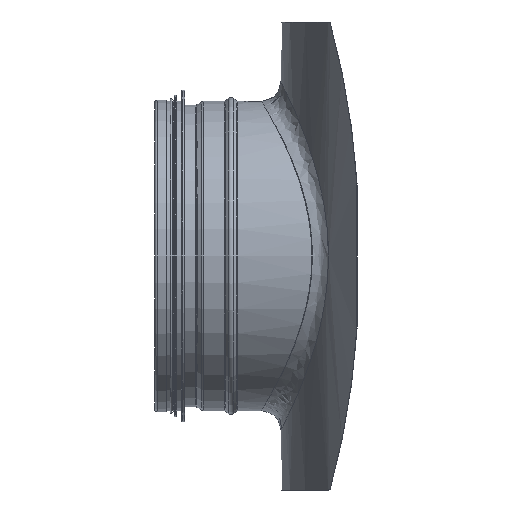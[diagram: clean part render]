
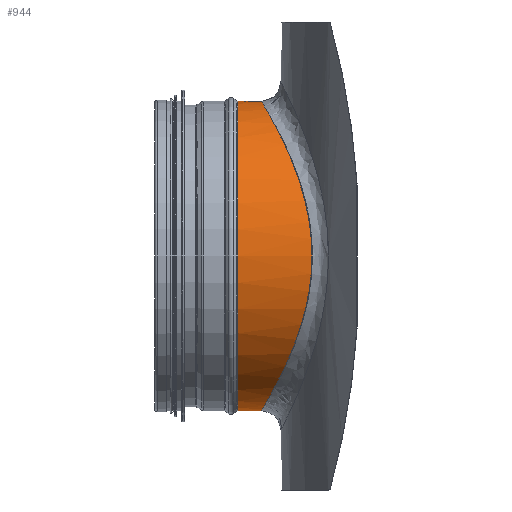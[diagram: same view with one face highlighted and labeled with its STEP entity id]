
A CAD part, left-side view. The second image highlights one B-rep face of the part: STEP entity #944.
In plain terms, the highlighted cylindrical face has radius 79 mm (diameter 158 mm), a full revolution.
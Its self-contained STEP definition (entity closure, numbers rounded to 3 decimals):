
#697=CARTESIAN_POINT('',(-79.,140.628,0.0));
#698=VERTEX_POINT('',#697);
#706=CARTESIAN_POINT('',(-79.,140.628,0.));
#707=CARTESIAN_POINT('',(-79.,140.628,-6.03));
#708=CARTESIAN_POINT('',(-77.606,141.637,-18.09));
#709=CARTESIAN_POINT('',(-69.581,147.049,-40.529));
#710=CARTESIAN_POINT('',(-53.603,155.926,-60.466));
#711=CARTESIAN_POINT('',(-29.801,163.673,-74.454));
#712=CARTESIAN_POINT('',(-6.151,167.046,-80.014));
#713=CARTESIAN_POINT('',(18.255,165.88,-78.124));
#714=CARTESIAN_POINT('',(40.511,160.641,-69.175));
#715=CARTESIAN_POINT('',(58.762,153.104,-54.475));
#716=CARTESIAN_POINT('',(72.025,145.509,-35.188));
#717=CARTESIAN_POINT('',(79.3,140.421,-12.272));
#718=CARTESIAN_POINT('',(79.297,140.427,12.271));
#719=CARTESIAN_POINT('',(72.025,145.508,35.191));
#720=CARTESIAN_POINT('',(58.762,153.105,54.476));
#721=CARTESIAN_POINT('',(40.51,160.641,69.176));
#722=CARTESIAN_POINT('',(18.254,165.88,78.125));
#723=CARTESIAN_POINT('',(-6.151,167.046,80.014));
#724=CARTESIAN_POINT('',(-29.801,163.673,74.454));
#725=CARTESIAN_POINT('',(-53.604,155.926,60.466));
#726=CARTESIAN_POINT('',(-69.58,147.049,40.529));
#727=CARTESIAN_POINT('',(-77.606,141.637,18.09));
#728=CARTESIAN_POINT('',(-79.,140.628,6.03));
#729=CARTESIAN_POINT('',(-79.,140.628,0.));
#730=B_SPLINE_CURVE_WITH_KNOTS('',3,(#706,#707,#708,#709,#710,#711,#712,#713,#714,#715,#716,#717,#718,#719,#720,#721,#722,#723,#724,#725,#726,#727,#728,#729),.UNSPECIFIED.,.T.,.U.,(4,1,1,1,1,1,1,1,1,1,1,1,1,1,1,1,1,1,1,1,1,4),(0.0,1.736,3.472,6.944,9.259,11.574,13.889,16.203,18.518,20.833,23.148,25.462,27.777,30.092,32.407,34.721,37.036,39.351,41.666,45.138,46.874,48.61),.UNSPECIFIED.);
#731=EDGE_CURVE('',#698,#698,#730,.T.);
#925=CARTESIAN_POINT('',(0.,156.75,0.0));
#926=DIRECTION('',(0.,1.0,0.0));
#927=DIRECTION('',(-1.0,0.0,0.0));
#928=AXIS2_PLACEMENT_3D('',#925,#926,#927);
#929=CYLINDRICAL_SURFACE('',#928,79.);
#930=CARTESIAN_POINT('',(-79.,178.5,0.0));
#931=VERTEX_POINT('',#930);
#932=CARTESIAN_POINT('',(0.,178.5,0.0));
#933=DIRECTION('',(0.0,1.0,0.0));
#934=DIRECTION('',(-1.0,0.0,0.0));
#935=AXIS2_PLACEMENT_3D('',#932,#933,#934);
#936=CIRCLE('',#935,79.);
#937=EDGE_CURVE('',#931,#931,#936,.T.);
#938=ORIENTED_EDGE('',*,*,#937,.F.);
#939=EDGE_LOOP('',(#938));
#940=FACE_OUTER_BOUND('',#939,.T.);
#941=ORIENTED_EDGE('',*,*,#731,.F.);
#942=EDGE_LOOP('',(#941));
#943=FACE_BOUND('',#942,.T.);
#944=ADVANCED_FACE('',(#940,#943),#929,.T.);
